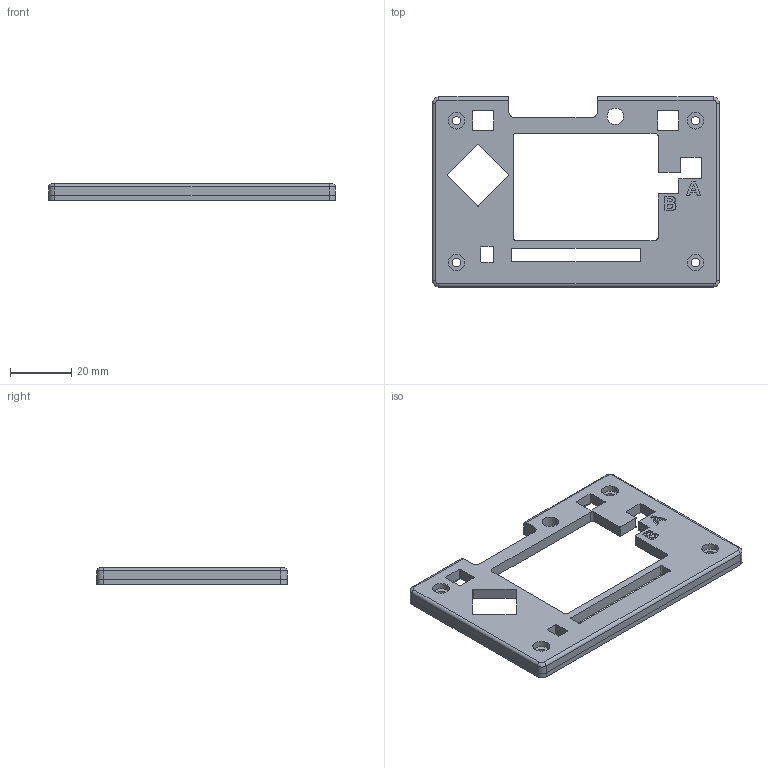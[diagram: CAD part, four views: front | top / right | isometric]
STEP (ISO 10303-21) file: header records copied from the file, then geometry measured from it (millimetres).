
FILE_DESCRIPTION(('FreeCAD Model'),'2;1');
FILE_NAME('Open CASCADE Shape Model','2022-09-11T17:54:54',(''),(''), 'Open CASCADE STEP processor 7.5','FreeCAD','Unknown');
FILE_SCHEMA(('AUTOMOTIVE_DESIGN { 1 0 10303 214 1 1 1 1 }'));
Length unit declared in the file: millimetre
Products named in the file (1): SwitchInsideEdgeFillet
Bounding box: 93.72 x 62.1 x 5.35 mm (x, y, z)
Volume: 13370.1 mm3; surface area: 10430.6 mm2
Topology: 1 solids, 1 shells, 182 faces, 497 edges, 326 vertices
Faces by surface type: plane 73, cylinder 60, extrusion 45, torus 4
Full cylindrical faces by diameter (mm): 2.75 x4, 5.4 x1, 5.5 x4
Entity records: 12340 total; most frequent: CARTESIAN_POINT 2730, DIRECTION 1622, VECTOR 1032, ORIENTED_EDGE 994, PCURVE 994, DEFINITIONAL_REPRESENTATION 994, LINE 987, EDGE_CURVE 497
